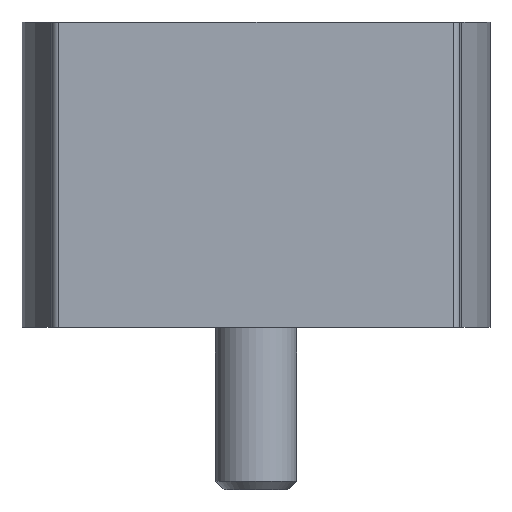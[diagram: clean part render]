
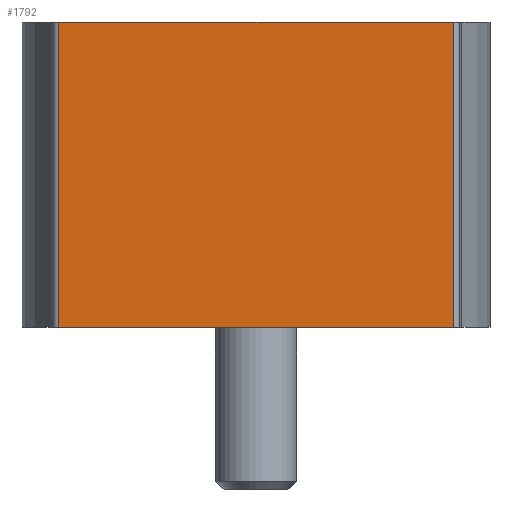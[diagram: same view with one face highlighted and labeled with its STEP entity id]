
A CAD part, left-side view. The second image highlights one B-rep face of the part: STEP entity #1792.
In plain terms, the highlighted planar face has unit normal (-1, 0, 0).
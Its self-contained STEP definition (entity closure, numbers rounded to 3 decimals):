
#65=PLANE('',#1895);
#107=LINE('',#2524,#204);
#109=LINE('',#2530,#206);
#110=LINE('',#2532,#207);
#111=LINE('',#2534,#208);
#204=VECTOR('',#2074,1000.);
#206=VECTOR('',#2080,1000.);
#207=VECTOR('',#2081,1000.);
#208=VECTOR('',#2082,1000.);
#305=ORIENTED_EDGE('',*,*,#677,.T.);
#306=ORIENTED_EDGE('',*,*,#678,.F.);
#307=ORIENTED_EDGE('',*,*,#679,.F.);
#308=ORIENTED_EDGE('',*,*,#674,.T.);
#674=EDGE_CURVE('',#861,#860,#107,.T.);
#677=EDGE_CURVE('',#860,#863,#109,.T.);
#678=EDGE_CURVE('',#864,#863,#110,.T.);
#679=EDGE_CURVE('',#861,#864,#111,.T.);
#860=VERTEX_POINT('',#2523);
#861=VERTEX_POINT('',#2525);
#863=VERTEX_POINT('',#2531);
#864=VERTEX_POINT('',#2533);
#1073=EDGE_LOOP('',(#305,#306,#307,#308));
#1196=FACE_BOUND('',#1073,.T.);
#1792=ADVANCED_FACE('',(#1196),#65,.F.);
#1895=AXIS2_PLACEMENT_3D('',#2529,#2078,#2079);
#2074=DIRECTION('',(0.,0.,-1.));
#2078=DIRECTION('',(1.,0.,0.));
#2079=DIRECTION('',(0.,0.,-1.));
#2080=DIRECTION('',(0.,-1.,0.));
#2081=DIRECTION('',(0.,0.,-1.));
#2082=DIRECTION('',(0.,-1.,0.));
#2523=CARTESIAN_POINT('',(-20.,9.7,-6.));
#2524=CARTESIAN_POINT('',(-20.,9.7,9.));
#2525=CARTESIAN_POINT('',(-20.,9.7,9.));
#2529=CARTESIAN_POINT('',(-20.,9.7,9.));
#2530=CARTESIAN_POINT('',(-20.,9.7,-6.));
#2531=CARTESIAN_POINT('',(-20.,-9.7,-6.));
#2532=CARTESIAN_POINT('',(-20.,-9.7,9.));
#2533=CARTESIAN_POINT('',(-20.,-9.7,9.));
#2534=CARTESIAN_POINT('',(-20.,9.7,9.));
